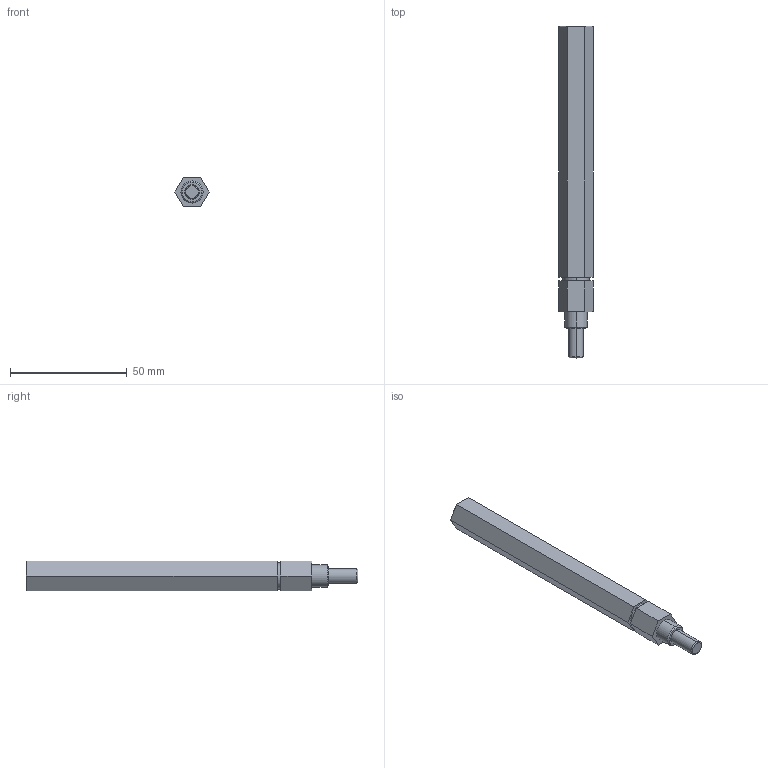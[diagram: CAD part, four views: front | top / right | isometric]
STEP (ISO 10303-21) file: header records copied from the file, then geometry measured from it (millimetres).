
FILE_DESCRIPTION (( 'STEP AP214' ), '1' );
FILE_NAME ('TB Output Shaft Hex L-Base 2.step', '2018-12-20T18:52:05', ( '' ), ( '' ), 'SwSTEP 2.0', 'SolidWorks 2018', '' );
FILE_SCHEMA (( 'AUTOMOTIVE_DESIGN' ));
Length unit declared in the file: inch
Products named in the file (1): TB Output Shaft Hex L-Base 2
Bounding box: 14.66 x 142.29 x 12.7 mm (x, y, z)
Volume: 17941.5 mm3; surface area: 6180.2 mm2
Topology: 1 solids, 1 shells, 34 faces, 74 edges, 46 vertices
Faces by surface type: plane 24, cylinder 6, cone 4
Entity records: 954 total; most frequent: DIRECTION 160, CARTESIAN_POINT 155, ORIENTED_EDGE 148, EDGE_CURVE 74, LINE 58, VECTOR 58, AXIS2_PLACEMENT_3D 51, VERTEX_POINT 46
